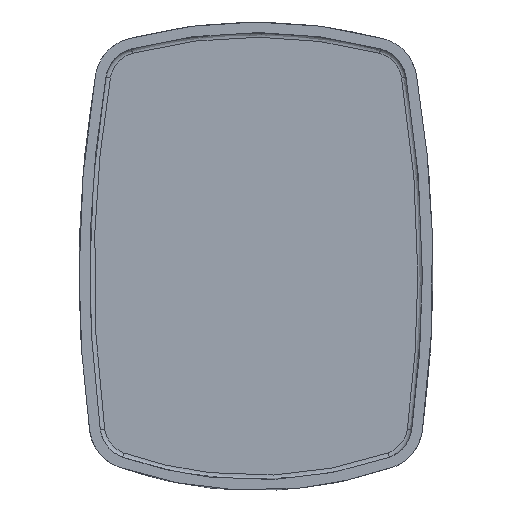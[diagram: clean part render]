
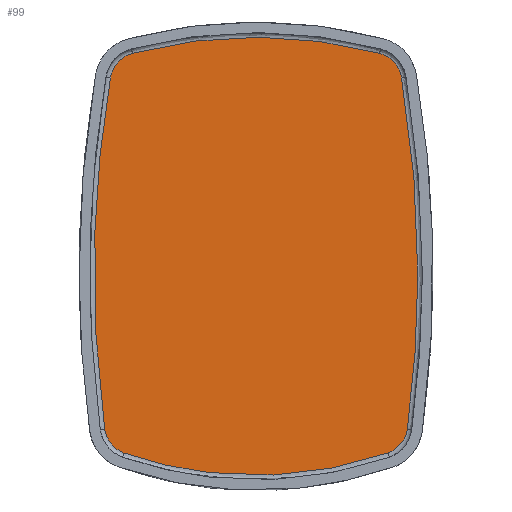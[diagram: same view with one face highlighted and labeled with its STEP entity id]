
A CAD part, top view. The second image highlights one B-rep face of the part: STEP entity #99.
In plain terms, the highlighted free-form (B-spline) face has degree [1, 1] with [2, 2] control points.
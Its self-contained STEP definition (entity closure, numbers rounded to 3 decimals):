
#22 = VERTEX_POINT('',#23);
#23 = CARTESIAN_POINT('',(-21035.682,-4257.681,
    420.573));
#40 = EDGE_CURVE('',#22,#41,#43,.T.);
#41 = VERTEX_POINT('',#42);
#42 = CARTESIAN_POINT('',(-20969.663,-176.103,
    420.573));
#43 = ( BOUNDED_CURVE() B_SPLINE_CURVE(2,(#44,#45,#46),.UNSPECIFIED.,.F.
,.F.) B_SPLINE_CURVE_WITH_KNOTS((3,3),(-0.15,0.15),
.PIECEWISE_BEZIER_KNOTS.) CURVE() GEOMETRIC_REPRESENTATION_ITEM() 
RATIONAL_B_SPLINE_CURVE((1.,0.989,1.)) REPRESENTATION_ITEM('') 
  );
#44 = CARTESIAN_POINT('',(-21035.682,-4257.681,
    420.573));
#45 = CARTESIAN_POINT('',(-21311.608,-2211.895,
    420.573));
#46 = CARTESIAN_POINT('',(-20969.663,-176.103,
    420.573));
#76 = EDGE_CURVE('',#41,#77,#79,.T.);
#77 = VERTEX_POINT('',#78);
#78 = CARTESIAN_POINT('',(-20969.521,-175.212,
    420.573));
#79 = ( BOUNDED_CURVE() B_SPLINE_CURVE(2,(#80,#81,#82),.UNSPECIFIED.,.F.
,.F.) B_SPLINE_CURVE_WITH_KNOTS((3,3),(3.124,3.142),
.PIECEWISE_BEZIER_KNOTS.) CURVE() GEOMETRIC_REPRESENTATION_ITEM() 
RATIONAL_B_SPLINE_CURVE((1.,1.,1.)) REPRESENTATION_ITEM('') 
  );
#80 = CARTESIAN_POINT('',(-20969.663,-176.103,
    420.573));
#81 = CARTESIAN_POINT('',(-20969.588,-175.658,
    420.573));
#82 = CARTESIAN_POINT('',(-20969.521,-175.212,
    420.573));
#99 = ADVANCED_FACE('',(#100),#158,.T.);
#100 = FACE_BOUND('',#101,.T.);
#101 = EDGE_LOOP('',(#102,#103,#111,#119,#127,#135,#143,#151,#157));
#102 = ORIENTED_EDGE('',*,*,#40,.F.);
#103 = ORIENTED_EDGE('',*,*,#104,.F.);
#104 = EDGE_CURVE('',#105,#22,#107,.T.);
#105 = VERTEX_POINT('',#106);
#106 = CARTESIAN_POINT('',(-20809.609,-4534.02,
    420.573));
#107 = ( BOUNDED_CURVE() B_SPLINE_CURVE(2,(#108,#109,#110),
.UNSPECIFIED.,.F.,.F.) B_SPLINE_CURVE_WITH_KNOTS((3,3),(-0.794,
0.272),.PIECEWISE_BEZIER_KNOTS.) CURVE() 
GEOMETRIC_REPRESENTATION_ITEM() RATIONAL_B_SPLINE_CURVE((1.,
0.861,1.)) REPRESENTATION_ITEM('') );
#108 = CARTESIAN_POINT('',(-20809.609,-4534.02,
    420.573));
#109 = CARTESIAN_POINT('',(-21004.192,-4462.564,
    420.573));
#110 = CARTESIAN_POINT('',(-21035.682,-4257.681,
    420.573));
#111 = ORIENTED_EDGE('',*,*,#112,.F.);
#112 = EDGE_CURVE('',#113,#105,#115,.T.);
#113 = VERTEX_POINT('',#114);
#114 = CARTESIAN_POINT('',(-17744.759,-4534.02,
    420.573));
#115 = ( BOUNDED_CURVE() B_SPLINE_CURVE(2,(#116,#117,#118),
.UNSPECIFIED.,.F.,.F.) B_SPLINE_CURVE_WITH_KNOTS((3,3),(-0.335,
0.335),.PIECEWISE_BEZIER_KNOTS.) CURVE() 
GEOMETRIC_REPRESENTATION_ITEM() RATIONAL_B_SPLINE_CURVE((1.,
0.944,1.)) REPRESENTATION_ITEM('') );
#116 = CARTESIAN_POINT('',(-17744.759,-4534.02,
    420.573));
#117 = CARTESIAN_POINT('',(-19277.184,-5067.694,
    420.573));
#118 = CARTESIAN_POINT('',(-20809.609,-4534.02,
    420.573));
#119 = ORIENTED_EDGE('',*,*,#120,.F.);
#120 = EDGE_CURVE('',#121,#113,#123,.T.);
#121 = VERTEX_POINT('',#122);
#122 = CARTESIAN_POINT('',(-17518.686,-4257.681,
    420.573));
#123 = ( BOUNDED_CURVE() B_SPLINE_CURVE(2,(#124,#125,#126),
.UNSPECIFIED.,.F.,.F.) B_SPLINE_CURVE_WITH_KNOTS((3,3),(-0.533,
0.533),.PIECEWISE_BEZIER_KNOTS.) CURVE() 
GEOMETRIC_REPRESENTATION_ITEM() RATIONAL_B_SPLINE_CURVE((1.,
0.861,1.)) REPRESENTATION_ITEM('') );
#124 = CARTESIAN_POINT('',(-17518.686,-4257.681,
    420.573));
#125 = CARTESIAN_POINT('',(-17550.175,-4462.564,
    420.573));
#126 = CARTESIAN_POINT('',(-17744.759,-4534.02,
    420.573));
#127 = ORIENTED_EDGE('',*,*,#128,.F.);
#128 = EDGE_CURVE('',#129,#121,#131,.T.);
#129 = VERTEX_POINT('',#130);
#130 = CARTESIAN_POINT('',(-17584.782,-175.643,
    420.573));
#131 = ( BOUNDED_CURVE() B_SPLINE_CURVE(2,(#132,#133,#134),
.UNSPECIFIED.,.F.,.F.) B_SPLINE_CURVE_WITH_KNOTS((3,3),(-0.15,
0.15),.PIECEWISE_BEZIER_KNOTS.) CURVE() 
GEOMETRIC_REPRESENTATION_ITEM() RATIONAL_B_SPLINE_CURVE((1.,
0.989,1.)) REPRESENTATION_ITEM('') );
#132 = CARTESIAN_POINT('',(-17584.782,-175.643,
    420.573));
#133 = CARTESIAN_POINT('',(-17242.728,-2211.658,
    420.573));
#134 = CARTESIAN_POINT('',(-17518.686,-4257.681,
    420.573));
#135 = ORIENTED_EDGE('',*,*,#136,.F.);
#136 = EDGE_CURVE('',#137,#129,#139,.T.);
#137 = VERTEX_POINT('',#138);
#138 = CARTESIAN_POINT('',(-17841.931,111.981,
    420.573));
#139 = ( BOUNDED_CURVE() B_SPLINE_CURVE(2,(#140,#141,#142),
.UNSPECIFIED.,.F.,.F.) B_SPLINE_CURVE_WITH_KNOTS((3,3),(-0.581,
0.582),.PIECEWISE_BEZIER_KNOTS.) CURVE() 
GEOMETRIC_REPRESENTATION_ITEM() RATIONAL_B_SPLINE_CURVE((1.,
0.836,1.)) REPRESENTATION_ITEM('') );
#140 = CARTESIAN_POINT('',(-17841.931,111.981,
    420.573));
#141 = CARTESIAN_POINT('',(-17618.834,52.677,
    420.573));
#142 = CARTESIAN_POINT('',(-17584.782,-175.643,
    420.573));
#143 = ORIENTED_EDGE('',*,*,#144,.F.);
#144 = EDGE_CURVE('',#145,#137,#147,.T.);
#145 = VERTEX_POINT('',#146);
#146 = CARTESIAN_POINT('',(-20712.436,111.981,
    420.573));
#147 = ( BOUNDED_CURVE() B_SPLINE_CURVE(2,(#148,#149,#150),
.UNSPECIFIED.,.F.,.F.) B_SPLINE_CURVE_WITH_KNOTS((3,3),(-0.26,
0.26),.PIECEWISE_BEZIER_KNOTS.) CURVE() 
GEOMETRIC_REPRESENTATION_ITEM() RATIONAL_B_SPLINE_CURVE((1.,
0.966,1.)) REPRESENTATION_ITEM('') );
#148 = CARTESIAN_POINT('',(-20712.436,111.981,
    420.573));
#149 = CARTESIAN_POINT('',(-19277.184,493.506,
    420.573));
#150 = CARTESIAN_POINT('',(-17841.931,111.981,
    420.573));
#151 = ORIENTED_EDGE('',*,*,#152,.F.);
#152 = EDGE_CURVE('',#77,#145,#153,.T.);
#153 = ( BOUNDED_CURVE() B_SPLINE_CURVE(2,(#154,#155,#156),
.UNSPECIFIED.,.F.,.F.) B_SPLINE_CURVE_WITH_KNOTS((3,3),(-0.581,
0.581),.PIECEWISE_BEZIER_KNOTS.) CURVE() 
GEOMETRIC_REPRESENTATION_ITEM() RATIONAL_B_SPLINE_CURVE((1.,
0.836,1.)) REPRESENTATION_ITEM('') );
#154 = CARTESIAN_POINT('',(-20969.521,-175.212,
    420.573));
#155 = CARTESIAN_POINT('',(-20935.232,52.757,
    420.573));
#156 = CARTESIAN_POINT('',(-20712.436,111.981,
    420.573));
#157 = ORIENTED_EDGE('',*,*,#76,.F.);
#158 = B_SPLINE_SURFACE_WITH_KNOTS('',1,1,(
    (#159,#160)
    ,(#161,#162
    )),.UNSPECIFIED.,.F.,.F.,.F.,(2,2),(2,2),(-57.925,
    57.926),(-80.309,78.032),
  .PIECEWISE_BEZIER_KNOTS.);
#159 = CARTESIAN_POINT('',(-21311.643,-5067.729,
    420.573));
#160 = CARTESIAN_POINT('',(-21311.643,493.541,
    420.573));
#161 = CARTESIAN_POINT('',(-17242.693,-5067.729,
    420.573));
#162 = CARTESIAN_POINT('',(-17242.693,493.541,
    420.573));
